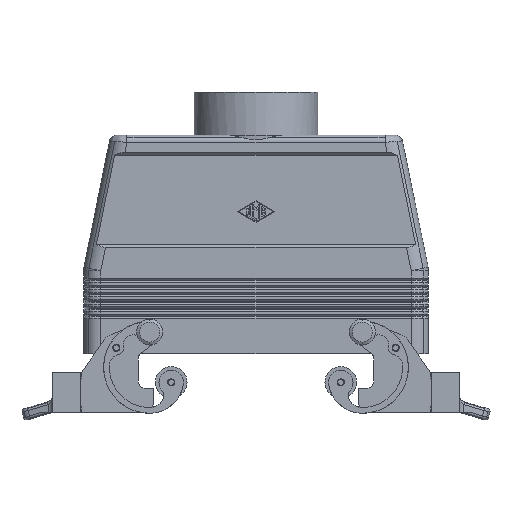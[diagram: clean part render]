
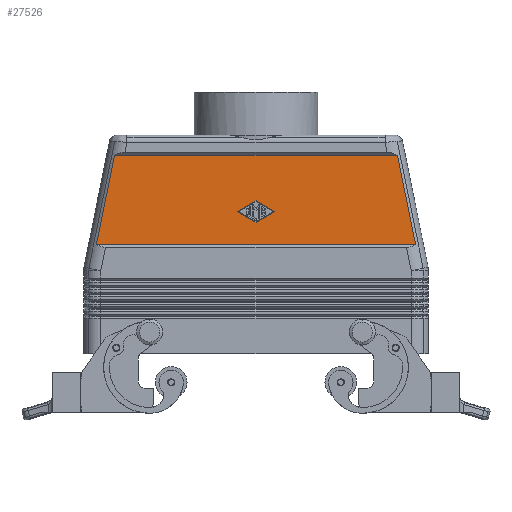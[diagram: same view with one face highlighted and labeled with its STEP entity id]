
A CAD part, front view. The second image highlights one B-rep face of the part: STEP entity #27526.
In plain terms, the highlighted planar face has unit normal (0, -1, 0).
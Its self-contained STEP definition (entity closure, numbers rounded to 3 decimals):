
#1805=CARTESIAN_POINT('',(49.191,-20.5,69.0));
#1806=VERTEX_POINT('',#1805);
#1814=CARTESIAN_POINT('',(55.525,-20.5,38.0));
#1815=VERTEX_POINT('',#1814);
#1816=CARTESIAN_POINT('',(49.191,-20.5,69.0));
#1817=DIRECTION('',(0.2,0.0,-0.98));
#1818=VECTOR('',#1817,31.64);
#1819=LINE('',#1816,#1818);
#1820=EDGE_CURVE('',#1806,#1815,#1819,.T.);
#2041=CARTESIAN_POINT('',(-55.525,-20.5,38.0));
#2042=VERTEX_POINT('',#2041);
#2050=CARTESIAN_POINT('',(-49.191,-20.5,69.0));
#2051=VERTEX_POINT('',#2050);
#2052=CARTESIAN_POINT('',(-55.525,-20.5,38.0));
#2053=DIRECTION('',(0.2,0.0,0.98));
#2054=VECTOR('',#2053,31.64);
#2055=LINE('',#2052,#2054);
#2056=EDGE_CURVE('',#2042,#2051,#2055,.T.);
#26671=CARTESIAN_POINT('',(0.,-20.5,53.149));
#26672=VERTEX_POINT('',#26671);
#26673=CARTESIAN_POINT('',(6.5,-20.5,49.4));
#26674=VERTEX_POINT('',#26673);
#26675=CARTESIAN_POINT('',(0.,-20.5,53.149));
#26676=DIRECTION('',(0.866,0.0,-0.5));
#26677=VECTOR('',#26676,7.504);
#26678=LINE('',#26675,#26677);
#26679=EDGE_CURVE('',#26672,#26674,#26678,.T.);
#26711=CARTESIAN_POINT('',(0.,-20.5,45.651));
#26712=VERTEX_POINT('',#26711);
#26713=CARTESIAN_POINT('',(6.5,-20.5,49.4));
#26714=DIRECTION('',(-0.866,0.0,-0.5));
#26715=VECTOR('',#26714,7.504);
#26716=LINE('',#26713,#26715);
#26717=EDGE_CURVE('',#26674,#26712,#26716,.T.);
#26795=CARTESIAN_POINT('',(-6.5,-20.5,49.4));
#26796=VERTEX_POINT('',#26795);
#26797=CARTESIAN_POINT('',(0.,-20.5,45.651));
#26798=DIRECTION('',(-0.866,0.0,0.5));
#26799=VECTOR('',#26798,7.504);
#26800=LINE('',#26797,#26799);
#26801=EDGE_CURVE('',#26712,#26796,#26800,.T.);
#26826=CARTESIAN_POINT('',(-6.5,-20.5,49.4));
#26827=DIRECTION('',(0.866,0.0,0.5));
#26828=VECTOR('',#26827,7.504);
#26829=LINE('',#26826,#26828);
#26830=EDGE_CURVE('',#26796,#26672,#26829,.T.);
#27499=CARTESIAN_POINT('',(0.0,-20.5,69.0));
#27500=DIRECTION('',(0.0,1.0,0.0));
#27501=DIRECTION('',(0.0,0.0,1.0));
#27502=AXIS2_PLACEMENT_3D('',#27499,#27500,#27501);
#27503=PLANE('',#27502);
#27504=ORIENTED_EDGE('',*,*,#1820,.F.);
#27505=CARTESIAN_POINT('',(-49.191,-20.5,69.0));
#27506=DIRECTION('',(1.0,0.0,0.0));
#27507=VECTOR('',#27506,98.383);
#27508=LINE('',#27505,#27507);
#27509=EDGE_CURVE('',#2051,#1806,#27508,.T.);
#27510=ORIENTED_EDGE('',*,*,#27509,.F.);
#27511=ORIENTED_EDGE('',*,*,#2056,.F.);
#27512=CARTESIAN_POINT('',(-55.525,-20.5,38.0));
#27513=DIRECTION('',(1.0,0.0,0.0));
#27514=VECTOR('',#27513,111.049);
#27515=LINE('',#27512,#27514);
#27516=EDGE_CURVE('',#2042,#1815,#27515,.T.);
#27517=ORIENTED_EDGE('',*,*,#27516,.T.);
#27518=EDGE_LOOP('',(#27504,#27510,#27511,#27517));
#27519=FACE_OUTER_BOUND('',#27518,.T.);
#27520=ORIENTED_EDGE('',*,*,#26801,.T.);
#27521=ORIENTED_EDGE('',*,*,#26830,.T.);
#27522=ORIENTED_EDGE('',*,*,#26679,.T.);
#27523=ORIENTED_EDGE('',*,*,#26717,.T.);
#27524=EDGE_LOOP('',(#27520,#27521,#27522,#27523));
#27525=FACE_BOUND('',#27524,.T.);
#27526=ADVANCED_FACE('',(#27519,#27525),#27503,.F.);
